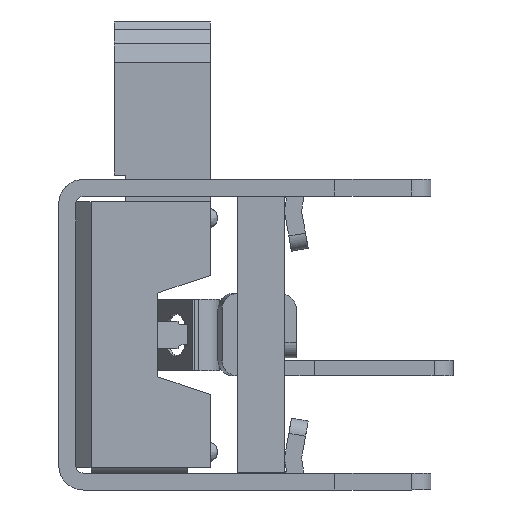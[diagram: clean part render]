
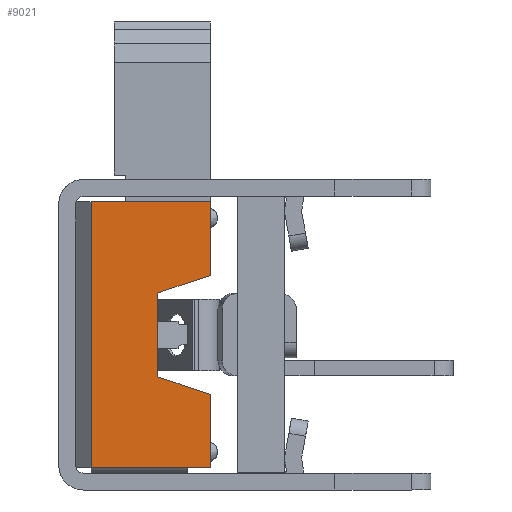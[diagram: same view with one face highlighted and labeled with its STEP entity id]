
A CAD part, left-side view. The second image highlights one B-rep face of the part: STEP entity #9021.
In plain terms, the highlighted planar face has unit normal (-1, 0, 0).
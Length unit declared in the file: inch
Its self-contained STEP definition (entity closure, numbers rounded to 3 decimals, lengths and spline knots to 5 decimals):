
#620=FACE_OUTER_BOUND('',#1073,.T.);
#1073=EDGE_LOOP('',(#7900,#7901,#7902,#7903,#7904,#7905,#7906,#7907));
#1626=LINE('',#12850,#2641);
#1640=LINE('',#12878,#2655);
#2207=LINE('',#14457,#3222);
#2225=LINE('',#14495,#3240);
#2228=LINE('',#14503,#3243);
#2232=LINE('',#14510,#3247);
#2235=LINE('',#14515,#3250);
#2283=LINE('',#14619,#3298);
#2641=VECTOR('',#10471,0.3937);
#2655=VECTOR('',#10493,0.3937);
#3222=VECTOR('',#11816,0.3937);
#3240=VECTOR('',#11850,0.3937);
#3243=VECTOR('',#11859,0.3937);
#3247=VECTOR('',#11865,0.3937);
#3250=VECTOR('',#11872,0.3937);
#3298=VECTOR('',#11972,0.3937);
#3599=VERTEX_POINT('',#12847);
#3600=VERTEX_POINT('',#12849);
#3609=VERTEX_POINT('',#12875);
#3610=VERTEX_POINT('',#12877);
#4095=VERTEX_POINT('',#14492);
#4096=VERTEX_POINT('',#14494);
#4098=VERTEX_POINT('',#14502);
#4100=VERTEX_POINT('',#14508);
#4572=EDGE_CURVE('',#3600,#3599,#1626,.T.);
#4586=EDGE_CURVE('',#3610,#3609,#1640,.T.);
#5310=EDGE_CURVE('',#3610,#3599,#2207,.T.);
#5328=EDGE_CURVE('',#4096,#4095,#2225,.T.);
#5331=EDGE_CURVE('',#4098,#4096,#2228,.T.);
#5335=EDGE_CURVE('',#4095,#4100,#2232,.T.);
#5338=EDGE_CURVE('',#4098,#3609,#2235,.T.);
#5389=EDGE_CURVE('',#3600,#4100,#2283,.T.);
#7900=ORIENTED_EDGE('',*,*,#5310,.F.);
#7901=ORIENTED_EDGE('',*,*,#4586,.T.);
#7902=ORIENTED_EDGE('',*,*,#5338,.F.);
#7903=ORIENTED_EDGE('',*,*,#5331,.T.);
#7904=ORIENTED_EDGE('',*,*,#5328,.T.);
#7905=ORIENTED_EDGE('',*,*,#5335,.T.);
#7906=ORIENTED_EDGE('',*,*,#5389,.F.);
#7907=ORIENTED_EDGE('',*,*,#4572,.T.);
#8208=PLANE('',#9681);
#9021=ADVANCED_FACE('',(#620),#8208,.T.);
#9681=AXIS2_PLACEMENT_3D('',#14620,#11973,#11974);
#10471=DIRECTION('',(0.,1.,0.));
#10493=DIRECTION('',(0.,-1.,0.));
#11816=DIRECTION('',(0.,0.,1.));
#11850=DIRECTION('',(0.,0.,1.));
#11859=DIRECTION('',(0.,0.947,0.32));
#11865=DIRECTION('',(0.,-0.947,0.32));
#11872=DIRECTION('',(0.,0.,-1.));
#11972=DIRECTION('',(0.,0.,-1.));
#11973=DIRECTION('center_axis',(-1.,0.,0.));
#11974=DIRECTION('ref_axis',(0.,0.,
1.));
#12847=CARTESIAN_POINT('',(-0.34298,0.35206,0.0653));
#12849=CARTESIAN_POINT('',(-0.34298,0.19706,0.0653));
#12850=CARTESIAN_POINT('',(-0.34298,0.19706,0.0653));
#12875=CARTESIAN_POINT('',(-0.34298,0.19706,-0.2807));
#12877=CARTESIAN_POINT('',(-0.34298,0.35206,-0.2807));
#12878=CARTESIAN_POINT('',(-0.34298,0.19706,-0.2807));
#14457=CARTESIAN_POINT('',(-0.34298,0.35206,-0.1077));
#14492=CARTESIAN_POINT('',(-0.34298,0.26506,-0.0532));
#14494=CARTESIAN_POINT('',(-0.34298,0.26506,-0.1622));
#14495=CARTESIAN_POINT('',(-0.34298,0.26506,-0.08045));
#14502=CARTESIAN_POINT('',(-0.34298,0.19706,-0.1852));
#14503=CARTESIAN_POINT('',(-0.34298,0.24282,-0.16972));
#14508=CARTESIAN_POINT('',(-0.34298,0.19706,-0.0302));
#14510=CARTESIAN_POINT('',(-0.34298,0.20882,-0.03417));
#14515=CARTESIAN_POINT('',(-0.34298,0.19706,-0.1077));
#14619=CARTESIAN_POINT('',(-0.34298,0.19706,-0.1077));
#14620=CARTESIAN_POINT('Origin',(-0.34298,0.19706,-0.1077));
